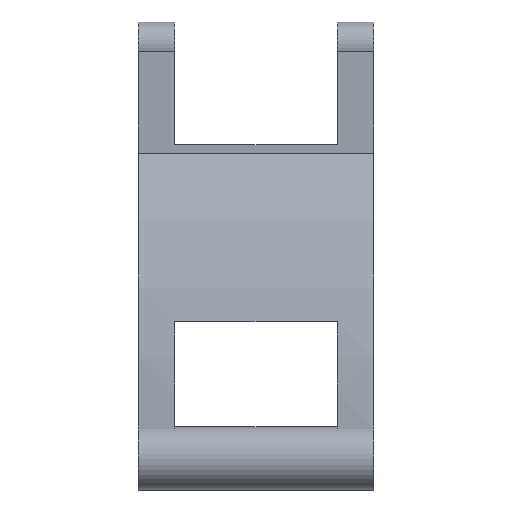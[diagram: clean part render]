
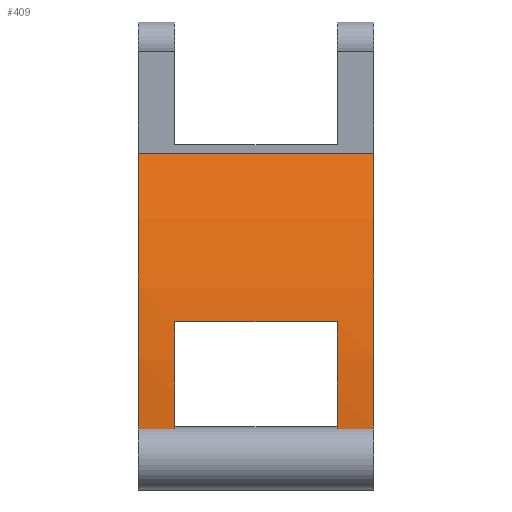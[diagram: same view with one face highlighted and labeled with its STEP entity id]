
A CAD part, front view. The second image highlights one B-rep face of the part: STEP entity #409.
In plain terms, the highlighted cylindrical face has radius 67.891 mm (diameter 135.783 mm), a partial arc.
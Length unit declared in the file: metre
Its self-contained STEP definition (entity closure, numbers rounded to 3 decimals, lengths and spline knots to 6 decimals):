
#14=CYLINDRICAL_SURFACE('',#454,0.067891);
#28=LINE('',#645,#64);
#29=LINE('',#652,#65);
#30=LINE('',#654,#66);
#31=LINE('',#660,#67);
#64=VECTOR('',#515,1.);
#65=VECTOR('',#522,1.);
#66=VECTOR('',#525,1.);
#67=VECTOR('',#530,1.);
#114=ORIENTED_EDGE('',*,*,#228,.F.);
#115=ORIENTED_EDGE('',*,*,#229,.F.);
#116=ORIENTED_EDGE('',*,*,#223,.T.);
#117=ORIENTED_EDGE('',*,*,#230,.T.);
#118=ORIENTED_EDGE('',*,*,#231,.F.);
#119=ORIENTED_EDGE('',*,*,#232,.F.);
#120=ORIENTED_EDGE('',*,*,#227,.F.);
#121=ORIENTED_EDGE('',*,*,#233,.T.);
#223=EDGE_CURVE('',#281,#280,#28,.T.);
#227=EDGE_CURVE('',#283,#282,#29,.T.);
#228=EDGE_CURVE('',#284,#285,#30,.T.);
#229=EDGE_CURVE('',#281,#284,#316,.T.);
#230=EDGE_CURVE('',#280,#286,#317,.T.);
#231=EDGE_CURVE('',#287,#286,#31,.T.);
#232=EDGE_CURVE('',#282,#287,#318,.T.);
#233=EDGE_CURVE('',#283,#285,#319,.T.);
#280=VERTEX_POINT('',#644);
#281=VERTEX_POINT('',#646);
#282=VERTEX_POINT('',#649);
#283=VERTEX_POINT('',#651);
#284=VERTEX_POINT('',#655);
#285=VERTEX_POINT('',#656);
#286=VERTEX_POINT('',#659);
#287=VERTEX_POINT('',#661);
#316=CIRCLE('',#455,0.067891);
#317=CIRCLE('',#456,0.067891);
#318=CIRCLE('',#457,0.067891);
#319=CIRCLE('',#458,0.067891);
#333=EDGE_LOOP('',(#114,#115,#116,#117,#118,#119,#120,#121));
#365=FACE_BOUND('',#333,.T.);
#409=ADVANCED_FACE('',(#365),#14,.T.);
#454=AXIS2_PLACEMENT_3D('',#653,#523,#524);
#455=AXIS2_PLACEMENT_3D('',#657,#526,#527);
#456=AXIS2_PLACEMENT_3D('',#658,#528,#529);
#457=AXIS2_PLACEMENT_3D('',#662,#531,#532);
#458=AXIS2_PLACEMENT_3D('',#663,#533,#534);
#515=DIRECTION('',(1.,0.,0.));
#522=DIRECTION('',(-1.,0.,0.));
#523=DIRECTION('',(1.,0.,0.));
#524=DIRECTION('',(0.,1.,0.));
#525=DIRECTION('',(-1.,0.,0.));
#526=DIRECTION('',(-1.,0.,0.));
#527=DIRECTION('',(0.,1.,0.));
#528=DIRECTION('',(-1.,0.,0.));
#529=DIRECTION('',(0.,1.,0.));
#530=DIRECTION('',(1.,0.,0.));
#531=DIRECTION('',(-1.,0.,0.));
#532=DIRECTION('',(0.,1.,0.));
#533=DIRECTION('',(-1.,0.,0.));
#534=DIRECTION('',(0.,1.,0.));
#644=CARTESIAN_POINT('',(0.087408,-0.059548,-0.002834));
#645=CARTESIAN_POINT('',(0.083408,-0.059548,-0.002834));
#646=CARTESIAN_POINT('',(0.083408,-0.059548,-0.002834));
#649=CARTESIAN_POINT('',(0.061408,-0.059548,-0.002834));
#651=CARTESIAN_POINT('',(0.065408,-0.059548,-0.002834));
#652=CARTESIAN_POINT('',(0.065408,-0.059548,-0.002834));
#653=CARTESIAN_POINT('',(0.083408,0.008274,0.000229));
#654=CARTESIAN_POINT('',(0.086808,-0.059045,0.009031));
#655=CARTESIAN_POINT('',(0.083408,-0.059045,0.009031));
#656=CARTESIAN_POINT('',(0.065408,-0.059045,0.009031));
#657=CARTESIAN_POINT('',(0.083408,0.008274,0.000229));
#658=CARTESIAN_POINT('',(0.087408,0.008274,0.000229));
#659=CARTESIAN_POINT('',(0.087408,-0.053822,0.027676));
#660=CARTESIAN_POINT('',(0.083408,-0.053822,0.027676));
#661=CARTESIAN_POINT('',(0.061408,-0.053822,0.027676));
#662=CARTESIAN_POINT('',(0.061408,0.008274,0.000229));
#663=CARTESIAN_POINT('',(0.065408,0.008274,0.000229));
